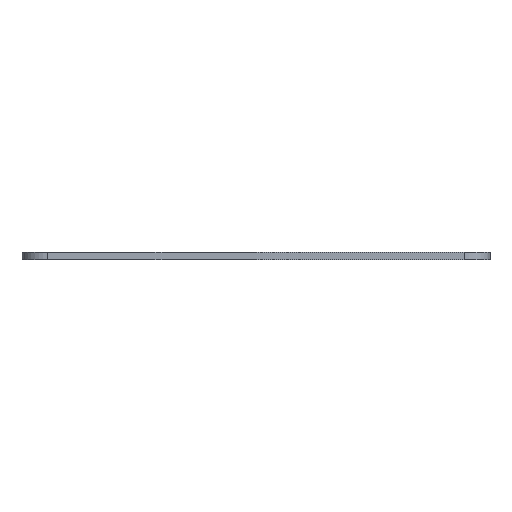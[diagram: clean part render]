
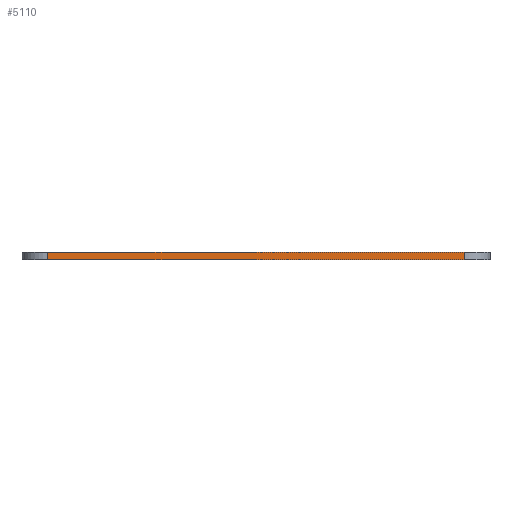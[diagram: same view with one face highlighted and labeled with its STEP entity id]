
A CAD part, left-side view. The second image highlights one B-rep face of the part: STEP entity #5110.
In plain terms, the highlighted planar face has unit normal (-1, 0, 0).
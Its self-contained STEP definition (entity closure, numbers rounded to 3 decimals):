
#139 = VERTEX_POINT('',#140);
#140 = CARTESIAN_POINT('',(112.,-54.5,0.));
#147 = EDGE_CURVE('',#148,#139,#150,.T.);
#148 = VERTEX_POINT('',#149);
#149 = CARTESIAN_POINT('',(112.,-134.5,0.));
#150 = LINE('',#151,#152);
#151 = CARTESIAN_POINT('',(112.,-134.5,0.));
#152 = VECTOR('',#153,1.);
#153 = DIRECTION('',(0.,1.,0.));
#2611 = VERTEX_POINT('',#2612);
#2612 = CARTESIAN_POINT('',(112.,-54.5,1.51));
#2619 = EDGE_CURVE('',#2620,#2611,#2622,.T.);
#2620 = VERTEX_POINT('',#2621);
#2621 = CARTESIAN_POINT('',(112.,-134.5,1.51));
#2622 = LINE('',#2623,#2624);
#2623 = CARTESIAN_POINT('',(112.,-134.5,1.51));
#2624 = VECTOR('',#2625,1.);
#2625 = DIRECTION('',(0.,1.,0.));
#5080 = EDGE_CURVE('',#139,#2611,#5081,.T.);
#5081 = LINE('',#5082,#5083);
#5082 = CARTESIAN_POINT('',(112.,-54.5,0.));
#5083 = VECTOR('',#5084,1.);
#5084 = DIRECTION('',(0.,0.,1.));
#5110 = ADVANCED_FACE('',(#5111),#5122,.T.);
#5111 = FACE_BOUND('',#5112,.T.);
#5112 = EDGE_LOOP('',(#5113,#5119,#5120,#5121));
#5113 = ORIENTED_EDGE('',*,*,#5114,.T.);
#5114 = EDGE_CURVE('',#148,#2620,#5115,.T.);
#5115 = LINE('',#5116,#5117);
#5116 = CARTESIAN_POINT('',(112.,-134.5,0.));
#5117 = VECTOR('',#5118,1.);
#5118 = DIRECTION('',(0.,0.,1.));
#5119 = ORIENTED_EDGE('',*,*,#2619,.T.);
#5120 = ORIENTED_EDGE('',*,*,#5080,.F.);
#5121 = ORIENTED_EDGE('',*,*,#147,.F.);
#5122 = PLANE('',#5123);
#5123 = AXIS2_PLACEMENT_3D('',#5124,#5125,#5126);
#5124 = CARTESIAN_POINT('',(112.,-134.5,0.));
#5125 = DIRECTION('',(-1.,0.,0.));
#5126 = DIRECTION('',(0.,1.,0.));
